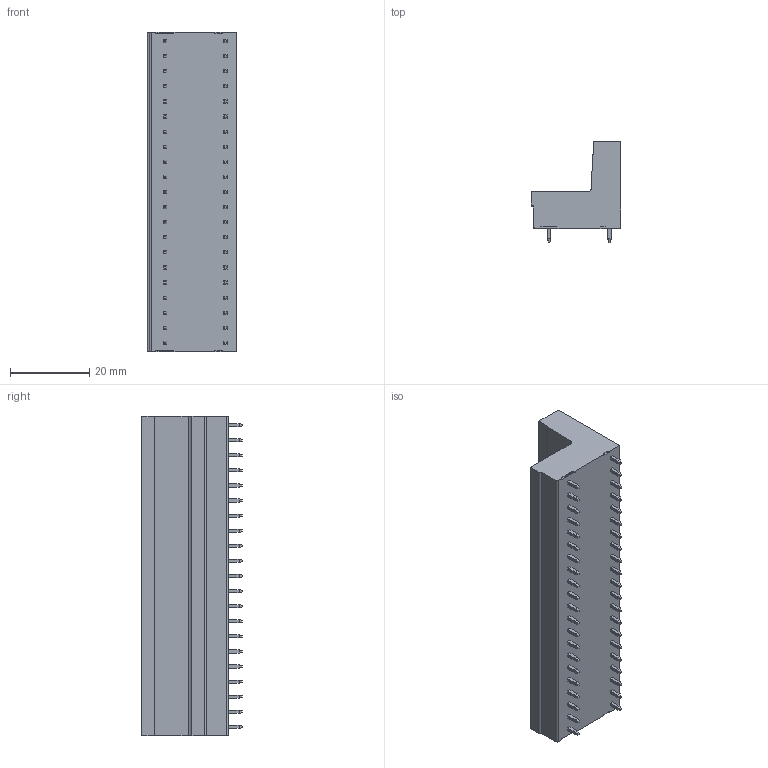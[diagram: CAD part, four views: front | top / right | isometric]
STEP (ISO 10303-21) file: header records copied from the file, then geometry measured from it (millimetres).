
FILE_DESCRIPTION((''),'2;1');
FILE_NAME('TLPHDC-105V-1','2024-09-19T16:14:56',('sheji109'),(''),'CREO PARAMETRIC BY PTC INC, 2018100','CREO PARAMETRIC BY PTC INC, 2018100','');
FILE_SCHEMA(('CONFIG_CONTROL_DESIGN'));
Products named in the file (1): TLPHDC-105V-1
Bounding box: 22.7 x 25.4 x 80.8 mm (x, y, z)
Volume: 18814.1 mm3; surface area: 19147.3 mm2
Topology: 1 solids, 21 shells, 2810 faces, 7245 edges, 4625 vertices
Faces by surface type: plane 2555, cylinder 192, cone 42, sphere 21
Entity records: 83766 total; most frequent: CARTESIAN_POINT 15374, ORIENTED_EDGE 14448, DIRECTION 13254, EDGE_CURVE 7224, VECTOR 6484, LINE 6484, VERTEX_POINT 4625, AXIS2_PLACEMENT_3D 3385
